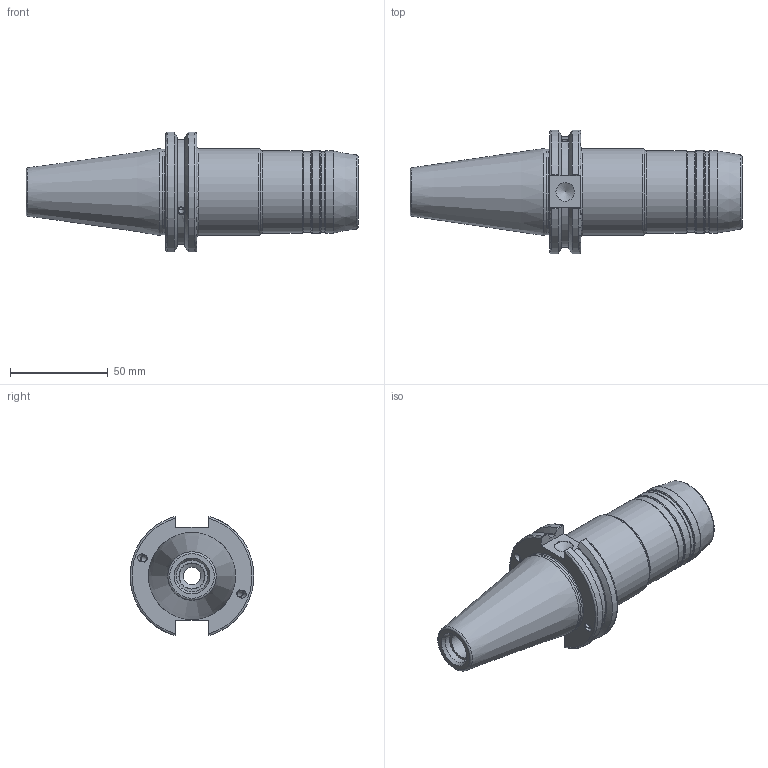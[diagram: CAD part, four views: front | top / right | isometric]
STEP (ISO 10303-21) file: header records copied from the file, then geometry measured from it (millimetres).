
FILE_DESCRIPTION(/* description */ (''),/* implementation_level */ '2;1');
FILE_NAME(/* name */ 'WK028.stp',/* time_stamp */ '2024-12-31T08:48:06+09:00',/* author */ ('YSH'),/* organization */ (''),/* preprocessor_version */ 'ST-DEVELOPER v20',/* originating_system */ 'Autodesk Inventor 2025',/* authorisation */ '');
FILE_SCHEMA (('AUTOMOTIVE_DESIGN { 1 0 10303 214 3 1 1 }'));
Length unit declared in the file: millimetre
Products named in the file (1): LO-CAT40ADB-HC19.05-101.6
Bounding box: 169.85 x 63.26 x 61.09 mm (x, y, z)
Volume: 203951.5 mm3; surface area: 35075.1 mm2
Topology: 1 solids, 1 shells, 104 faces, 289 edges, 189 vertices
Faces by surface type: cylinder 34, plane 33, torus 19, cone 18
Full cylindrical faces by diameter (mm): 3.242 x8, 4 x2, 4.2 x2, 8.917 x1, 9.525 x1, 13 x1, 13.386 x1, 16.3 x1, 19.05 x1, 19.4 x1, 41 x2, 42 x3, 43.6 x1, 44.45 x1
Entity records: 3640 total; most frequent: CARTESIAN_POINT 894, DIRECTION 593, ORIENTED_EDGE 572, EDGE_CURVE 286, AXIS2_PLACEMENT_3D 250, VERTEX_POINT 189, CIRCLE 127, EDGE_LOOP 119
